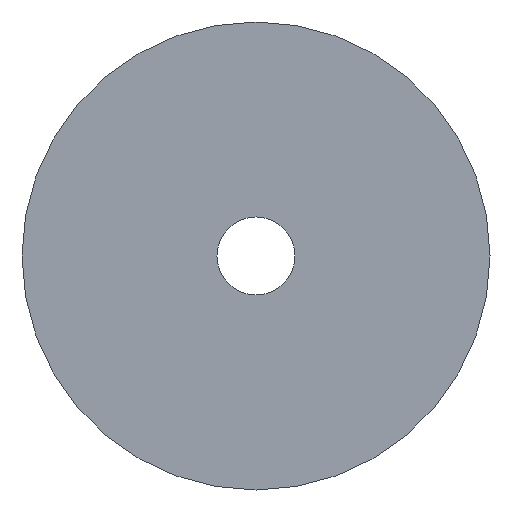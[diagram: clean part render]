
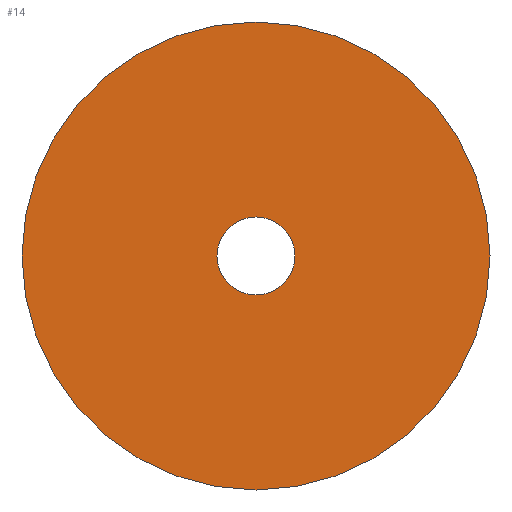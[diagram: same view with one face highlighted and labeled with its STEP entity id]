
A CAD part, front view. The second image highlights one B-rep face of the part: STEP entity #14.
In plain terms, the highlighted planar face has unit normal (0, -1, 0).
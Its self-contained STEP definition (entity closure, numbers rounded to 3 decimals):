
#11 = EDGE_LOOP ( 'NONE', ( #97, #98 ) ) ;
#14 = ADVANCED_FACE ( 'NONE', ( #136, #135 ), #130, .F. ) ;
#15 = EDGE_CURVE ( 'NONE', #78, #77, #124, .T. ) ;
#77 = VERTEX_POINT ( 'NONE', #211 ) ;
#78 = VERTEX_POINT ( 'NONE', #210 ) ;
#85 = EDGE_CURVE ( 'NONE', #77, #78, #264, .T. ) ;
#88 = EDGE_LOOP ( 'NONE', ( #101, #96 ) ) ;
#89 = VERTEX_POINT ( 'NONE', #259 ) ;
#90 = VERTEX_POINT ( 'NONE', #258 ) ;
#96 = ORIENTED_EDGE ( 'NONE', *, *, #85, .T. ) ;
#97 = ORIENTED_EDGE ( 'NONE', *, *, #102, .F. ) ;
#98 = ORIENTED_EDGE ( 'NONE', *, *, #284, .F. ) ;
#101 = ORIENTED_EDGE ( 'NONE', *, *, #15, .T. ) ;
#102 = EDGE_CURVE ( 'NONE', #90, #89, #255, .T. ) ;
#121 = DIRECTION ( 'NONE',  ( 0., 0., 1. ) ) ;
#122 = DIRECTION ( 'NONE',  ( 0., 1., 0. ) ) ;
#123 = AXIS2_PLACEMENT_3D ( 'NONE', #129, #122, #121 ) ;
#124 = CIRCLE ( 'NONE', #123, 2. ) ;
#125 = DIRECTION ( 'NONE',  ( 0., 0., 1. ) ) ;
#126 = DIRECTION ( 'NONE',  ( 0., 1., 0. ) ) ;
#127 = CARTESIAN_POINT ( 'NONE',  ( 2., -10., 0. ) ) ;
#128 = AXIS2_PLACEMENT_3D ( 'NONE', #127, #126, #125 ) ;
#129 = CARTESIAN_POINT ( 'NONE',  ( 0., -10., 0. ) ) ;
#130 = PLANE ( 'NONE',  #128 ) ;
#135 = FACE_BOUND ( 'NONE', #88, .T. ) ;
#136 = FACE_OUTER_BOUND ( 'NONE', #11, .T. ) ;
#210 = CARTESIAN_POINT ( 'NONE',  ( 0., -10., 2. ) ) ;
#211 = CARTESIAN_POINT ( 'NONE',  ( 0., -10., -2. ) ) ;
#247 = DIRECTION ( 'NONE',  ( 0., 0., 1. ) ) ;
#248 = DIRECTION ( 'NONE',  ( 0., 1., 0. ) ) ;
#249 = CARTESIAN_POINT ( 'NONE',  ( 0., -10., 0. ) ) ;
#250 = AXIS2_PLACEMENT_3D ( 'NONE', #249, #248, #247 ) ;
#255 = CIRCLE ( 'NONE', #250, 12. ) ;
#258 = CARTESIAN_POINT ( 'NONE',  ( 0., -10., -12. ) ) ;
#259 = CARTESIAN_POINT ( 'NONE',  ( 0., -10., 12. ) ) ;
#260 = DIRECTION ( 'NONE',  ( 0., 0., 1. ) ) ;
#261 = DIRECTION ( 'NONE',  ( 0., 1., 0. ) ) ;
#262 = CARTESIAN_POINT ( 'NONE',  ( 0., -10., 0. ) ) ;
#263 = AXIS2_PLACEMENT_3D ( 'NONE', #262, #261, #260 ) ;
#264 = CIRCLE ( 'NONE', #263, 2. ) ;
#284 = EDGE_CURVE ( 'NONE', #89, #90, #296, .T. ) ;
#292 = DIRECTION ( 'NONE',  ( 0., 0., 1. ) ) ;
#293 = DIRECTION ( 'NONE',  ( 0., 1., 0. ) ) ;
#294 = CARTESIAN_POINT ( 'NONE',  ( 0., -10., 0. ) ) ;
#295 = AXIS2_PLACEMENT_3D ( 'NONE', #294, #293, #292 ) ;
#296 = CIRCLE ( 'NONE', #295, 12. ) ;
